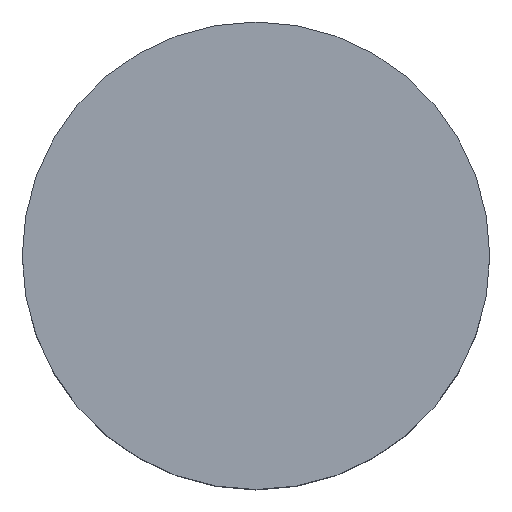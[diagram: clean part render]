
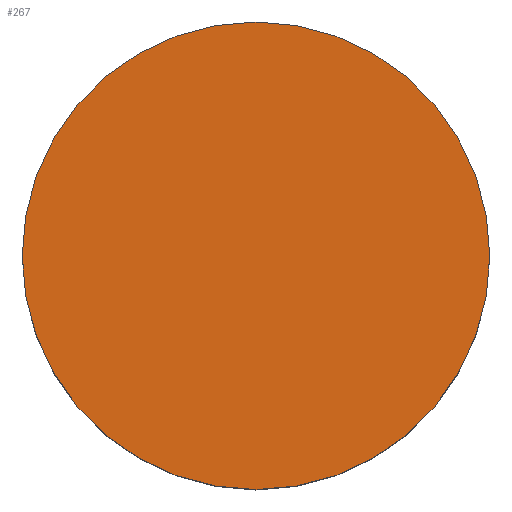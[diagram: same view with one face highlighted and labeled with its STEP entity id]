
A CAD part, top view. The second image highlights one B-rep face of the part: STEP entity #267.
In plain terms, the highlighted planar face has unit normal (0, 0, 1).
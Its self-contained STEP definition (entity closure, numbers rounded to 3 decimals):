
#3 = FACE_OUTER_BOUND ( 'NONE', #339, .T. ) ;
#24 = DIRECTION ( 'NONE',  ( 0., 0., 1. ) ) ;
#30 = CARTESIAN_POINT ( 'NONE',  ( -2., 0., 0. ) ) ;
#32 = AXIS2_PLACEMENT_3D ( 'NONE', #292, #60, #266 ) ;
#60 = DIRECTION ( 'NONE',  ( 0., 0., 1. ) ) ;
#61 = DIRECTION ( 'NONE',  ( 0., 0., 1. ) ) ;
#68 = EDGE_CURVE ( 'NONE', #205, #318, #101, .T. ) ;
#101 = CIRCLE ( 'NONE', #295, 2. ) ;
#116 = CARTESIAN_POINT ( 'NONE',  ( 0., 0., 0. ) ) ;
#143 = PLANE ( 'NONE',  #169 ) ;
#154 = EDGE_CURVE ( 'NONE', #318, #205, #186, .T. ) ;
#159 = CARTESIAN_POINT ( 'NONE',  ( 0., 0., 0. ) ) ;
#169 = AXIS2_PLACEMENT_3D ( 'NONE', #116, #61, #248 ) ;
#186 = CIRCLE ( 'NONE', #32, 2. ) ;
#205 = VERTEX_POINT ( 'NONE', #30 ) ;
#215 = DIRECTION ( 'NONE',  ( 1., 0., 0. ) ) ;
#231 = ORIENTED_EDGE ( 'NONE', *, *, #154, .T. ) ;
#248 = DIRECTION ( 'NONE',  ( 1., 0., 0. ) ) ;
#266 = DIRECTION ( 'NONE',  ( 1., 0., 0. ) ) ;
#267 = ADVANCED_FACE ( 'NONE', ( #3 ), #143, .T. ) ;
#279 = CARTESIAN_POINT ( 'NONE',  ( 2., 0., 0. ) ) ;
#285 = ORIENTED_EDGE ( 'NONE', *, *, #68, .T. ) ;
#292 = CARTESIAN_POINT ( 'NONE',  ( 0., 0., 0. ) ) ;
#295 = AXIS2_PLACEMENT_3D ( 'NONE', #159, #24, #215 ) ;
#318 = VERTEX_POINT ( 'NONE', #279 ) ;
#339 = EDGE_LOOP ( 'NONE', ( #231, #285 ) ) ;
